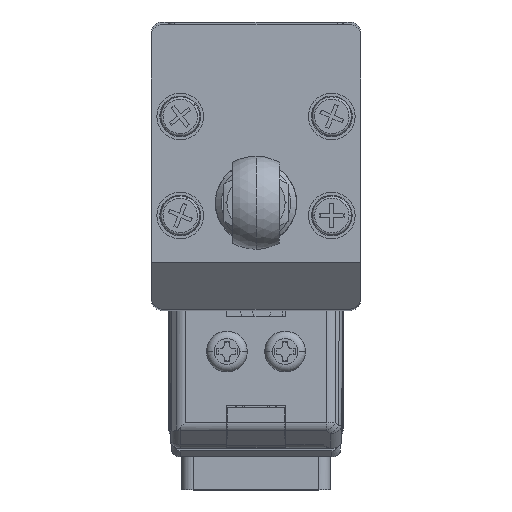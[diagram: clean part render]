
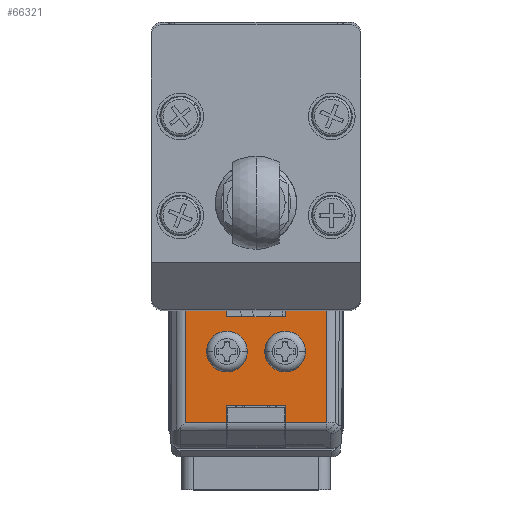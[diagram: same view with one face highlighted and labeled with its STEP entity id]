
A CAD part, top view. The second image highlights one B-rep face of the part: STEP entity #66321.
In plain terms, the highlighted planar face has unit normal (0, 0, 1).
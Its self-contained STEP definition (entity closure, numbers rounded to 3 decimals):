
#129 = CARTESIAN_POINT ( 'NONE',  ( 0., 2.5, 22. ) ) ;
#189 = DIRECTION ( 'NONE',  ( 0., -1., 0. ) ) ;
#318 = EDGE_CURVE ( 'NONE', #26178, #7408, #60523, .T. ) ;
#331 = VERTEX_POINT ( 'NONE', #54449 ) ;
#527 = CARTESIAN_POINT ( 'NONE',  ( -7.5, -7.5, 22. ) ) ;
#556 = EDGE_CURVE ( 'NONE', #14060, #32689, #50489, .T. ) ;
#671 = CARTESIAN_POINT ( 'NONE',  ( 4.6, -2.55, 22. ) ) ;
#1114 = VECTOR ( 'NONE', #29057, 1000. ) ;
#1232 = FACE_OUTER_BOUND ( 'NONE', #46905, .T. ) ;
#1267 = CARTESIAN_POINT ( 'NONE',  ( 0., 2.5, 22. ) ) ;
#2217 = VECTOR ( 'NONE', #26985, 1000. ) ;
#2281 = EDGE_CURVE ( 'NONE', #32689, #14060, #13077, .T. ) ;
#2441 = EDGE_CURVE ( 'NONE', #19758, #21944, #38883, .T. ) ;
#3172 = EDGE_CURVE ( 'NONE', #21944, #58189, #3358, .T. ) ;
#3318 = ORIENTED_EDGE ( 'NONE', *, *, #318, .F. ) ;
#3358 = LINE ( 'NONE', #24062, #43492 ) ;
#3848 = DIRECTION ( 'NONE',  ( -1., 0., 0. ) ) ;
#4382 = ORIENTED_EDGE ( 'NONE', *, *, #556, .F. ) ;
#5694 = CIRCLE ( 'NONE', #19749, 1.75 ) ;
#5848 = VERTEX_POINT ( 'NONE', #42255 ) ;
#6294 = EDGE_CURVE ( 'NONE', #20783, #60871, #5694, .T. ) ;
#6337 = FACE_BOUND ( 'NONE', #31335, .T. ) ;
#7370 = DIRECTION ( 'NONE',  ( 1., 0., 0. ) ) ;
#7408 = VERTEX_POINT ( 'NONE', #30069 ) ;
#8932 = VECTOR ( 'NONE', #49979, 1000. ) ;
#9361 = VECTOR ( 'NONE', #3848, 1000. ) ;
#9725 = CARTESIAN_POINT ( 'NONE',  ( -7.5, -6.086, 22. ) ) ;
#10057 = DIRECTION ( 'NONE',  ( 0., 0., 1. ) ) ;
#10571 = CIRCLE ( 'NONE', #24631, 1.75 ) ;
#11595 = VECTOR ( 'NONE', #12700, 1000. ) ;
#12663 = EDGE_CURVE ( 'NONE', #58076, #331, #29948, .T. ) ;
#12700 = DIRECTION ( 'NONE',  ( 0., 1., 0. ) ) ;
#13077 = CIRCLE ( 'NONE', #22773, 1.75 ) ;
#13111 = EDGE_CURVE ( 'NONE', #44317, #42513, #44633, .T. ) ;
#14060 = VERTEX_POINT ( 'NONE', #32860 ) ;
#14103 = CARTESIAN_POINT ( 'NONE',  ( 6.086, -2.55, 22. ) ) ;
#14412 = ORIENTED_EDGE ( 'NONE', *, *, #13111, .T. ) ;
#14600 = CARTESIAN_POINT ( 'NONE',  ( -7.5, -6.086, 22. ) ) ;
#14715 = ORIENTED_EDGE ( 'NONE', *, *, #18405, .F. ) ;
#14894 = CARTESIAN_POINT ( 'NONE',  ( -2.975, -2.525, 22. ) ) ;
#16137 = CARTESIAN_POINT ( 'NONE',  ( 4.6, -2.55, 22. ) ) ;
#16800 = CARTESIAN_POINT ( 'NONE',  ( -2.975, 2.525, 22. ) ) ;
#17349 = CARTESIAN_POINT ( 'NONE',  ( -1.75, -2.5, 22. ) ) ;
#17433 = LINE ( 'NONE', #49195, #11595 ) ;
#17580 = CARTESIAN_POINT ( 'NONE',  ( 6.086, -6.086, 22. ) ) ;
#17768 = EDGE_CURVE ( 'NONE', #58189, #7408, #31103, .T. ) ;
#18405 = EDGE_CURVE ( 'NONE', #64681, #59646, #26625, .T. ) ;
#18567 = VECTOR ( 'NONE', #30753, 1000. ) ;
#18795 = CARTESIAN_POINT ( 'NONE',  ( -2.975, -2.525, 22. ) ) ;
#18988 = EDGE_CURVE ( 'NONE', #58076, #26178, #17433, .T. ) ;
#19749 = AXIS2_PLACEMENT_3D ( 'NONE', #129, #35751, #56380 ) ;
#19758 = VERTEX_POINT ( 'NONE', #38467 ) ;
#20783 = VERTEX_POINT ( 'NONE', #44518 ) ;
#21944 = VERTEX_POINT ( 'NONE', #36018 ) ;
#21947 = DIRECTION ( 'NONE',  ( 0., 0., 1. ) ) ;
#22247 = PLANE ( 'NONE',  #55163 ) ;
#22466 = ORIENTED_EDGE ( 'NONE', *, *, #51930, .T. ) ;
#22773 = AXIS2_PLACEMENT_3D ( 'NONE', #65599, #25890, #61992 ) ;
#23958 = LINE ( 'NONE', #44915, #8932 ) ;
#24062 = CARTESIAN_POINT ( 'NONE',  ( -7.5, 6.086, 22. ) ) ;
#24631 = AXIS2_PLACEMENT_3D ( 'NONE', #1267, #21947, #37557 ) ;
#25432 = EDGE_CURVE ( 'NONE', #60871, #20783, #10571, .T. ) ;
#25462 = VECTOR ( 'NONE', #65271, 1000. ) ;
#25824 = CARTESIAN_POINT ( 'NONE',  ( 4.6, -2.55, 22. ) ) ;
#25890 = DIRECTION ( 'NONE',  ( 0., 0., 1. ) ) ;
#26178 = VERTEX_POINT ( 'NONE', #16800 ) ;
#26625 = LINE ( 'NONE', #16137, #2217 ) ;
#26985 = DIRECTION ( 'NONE',  ( 1., 0., 0. ) ) ;
#28952 = AXIS2_PLACEMENT_3D ( 'NONE', #61499, #10057, #56412 ) ;
#29057 = DIRECTION ( 'NONE',  ( 0., 1., 0. ) ) ;
#29948 = LINE ( 'NONE', #18795, #9361 ) ;
#30069 = CARTESIAN_POINT ( 'NONE',  ( -7.5, 2.525, 22. ) ) ;
#30518 = ORIENTED_EDGE ( 'NONE', *, *, #2281, .F. ) ;
#30753 = DIRECTION ( 'NONE',  ( 0., -1., 0. ) ) ;
#31103 = LINE ( 'NONE', #46337, #18567 ) ;
#31335 = EDGE_LOOP ( 'NONE', ( #4382, #30518 ) ) ;
#31992 = ORIENTED_EDGE ( 'NONE', *, *, #18988, .F. ) ;
#32689 = VERTEX_POINT ( 'NONE', #17349 ) ;
#32860 = CARTESIAN_POINT ( 'NONE',  ( 1.75, -2.5, 22. ) ) ;
#33348 = VECTOR ( 'NONE', #39666, 1000. ) ;
#33630 = EDGE_CURVE ( 'NONE', #42513, #59646, #23958, .T. ) ;
#35751 = DIRECTION ( 'NONE',  ( 0., 0., 1. ) ) ;
#36018 = CARTESIAN_POINT ( 'NONE',  ( 6.086, 6.086, 22. ) ) ;
#37557 = DIRECTION ( 'NONE',  ( 1., 0., 0. ) ) ;
#37668 = ORIENTED_EDGE ( 'NONE', *, *, #6294, .F. ) ;
#38467 = CARTESIAN_POINT ( 'NONE',  ( 6.086, 2.55, 22. ) ) ;
#38546 = CARTESIAN_POINT ( 'NONE',  ( 6.086, -7.5, 22. ) ) ;
#38575 = EDGE_CURVE ( 'NONE', #64681, #5848, #51786, .T. ) ;
#38883 = LINE ( 'NONE', #38546, #1114 ) ;
#39348 = LINE ( 'NONE', #44438, #33348 ) ;
#39666 = DIRECTION ( 'NONE',  ( 1., 0., 0. ) ) ;
#41778 = CARTESIAN_POINT ( 'NONE',  ( -1.75, 2.5, 22. ) ) ;
#42255 = CARTESIAN_POINT ( 'NONE',  ( 4.6, 2.55, 22. ) ) ;
#42513 = VERTEX_POINT ( 'NONE', #17580 ) ;
#42912 = CARTESIAN_POINT ( 'NONE',  ( -7.5, -7.5, 22. ) ) ;
#43492 = VECTOR ( 'NONE', #44698, 1000. ) ;
#44317 = VERTEX_POINT ( 'NONE', #14600 ) ;
#44438 = CARTESIAN_POINT ( 'NONE',  ( 4.6, 2.55, 22. ) ) ;
#44518 = CARTESIAN_POINT ( 'NONE',  ( 1.75, 2.5, 22. ) ) ;
#44633 = LINE ( 'NONE', #9725, #25462 ) ;
#44698 = DIRECTION ( 'NONE',  ( -1., 0., 0. ) ) ;
#44777 = ORIENTED_EDGE ( 'NONE', *, *, #38575, .T. ) ;
#44915 = CARTESIAN_POINT ( 'NONE',  ( 6.086, -7.5, 22. ) ) ;
#46337 = CARTESIAN_POINT ( 'NONE',  ( -7.5, -7.5, 22. ) ) ;
#46905 = EDGE_LOOP ( 'NONE', ( #14412, #52622, #14715, #44777, #22466, #56407, #50626, #56641, #3318, #31992, #48748, #49110 ) ) ;
#47296 = LINE ( 'NONE', #527, #62638 ) ;
#48748 = ORIENTED_EDGE ( 'NONE', *, *, #12663, .T. ) ;
#49110 = ORIENTED_EDGE ( 'NONE', *, *, #62700, .T. ) ;
#49195 = CARTESIAN_POINT ( 'NONE',  ( -2.975, -2.525, 22. ) ) ;
#49979 = DIRECTION ( 'NONE',  ( 0., 1., 0. ) ) ;
#50489 = CIRCLE ( 'NONE', #28952, 1.75 ) ;
#50626 = ORIENTED_EDGE ( 'NONE', *, *, #3172, .T. ) ;
#51786 = LINE ( 'NONE', #671, #54609 ) ;
#51930 = EDGE_CURVE ( 'NONE', #5848, #19758, #39348, .T. ) ;
#52622 = ORIENTED_EDGE ( 'NONE', *, *, #33630, .T. ) ;
#54449 = CARTESIAN_POINT ( 'NONE',  ( -7.5, -2.525, 22. ) ) ;
#54609 = VECTOR ( 'NONE', #62692, 1000. ) ;
#55132 = EDGE_LOOP ( 'NONE', ( #37668, #56884 ) ) ;
#55163 = AXIS2_PLACEMENT_3D ( 'NONE', #42912, #63570, #7370 ) ;
#56380 = DIRECTION ( 'NONE',  ( 1., 0., 0. ) ) ;
#56407 = ORIENTED_EDGE ( 'NONE', *, *, #2441, .T. ) ;
#56412 = DIRECTION ( 'NONE',  ( 1., 0., 0. ) ) ;
#56641 = ORIENTED_EDGE ( 'NONE', *, *, #17768, .T. ) ;
#56884 = ORIENTED_EDGE ( 'NONE', *, *, #25432, .F. ) ;
#58076 = VERTEX_POINT ( 'NONE', #14894 ) ;
#58189 = VERTEX_POINT ( 'NONE', #60782 ) ;
#59561 = DIRECTION ( 'NONE',  ( -1., 0., 0. ) ) ;
#59646 = VERTEX_POINT ( 'NONE', #14103 ) ;
#59877 = CARTESIAN_POINT ( 'NONE',  ( -2.975, 2.525, 22. ) ) ;
#60523 = LINE ( 'NONE', #59877, #62371 ) ;
#60782 = CARTESIAN_POINT ( 'NONE',  ( -7.5, 6.086, 22. ) ) ;
#60871 = VERTEX_POINT ( 'NONE', #41778 ) ;
#61499 = CARTESIAN_POINT ( 'NONE',  ( 0., -2.5, 22. ) ) ;
#61992 = DIRECTION ( 'NONE',  ( 1., 0., 0. ) ) ;
#62371 = VECTOR ( 'NONE', #59561, 1000. ) ;
#62638 = VECTOR ( 'NONE', #189, 1000. ) ;
#62692 = DIRECTION ( 'NONE',  ( 0., 1., 0. ) ) ;
#62700 = EDGE_CURVE ( 'NONE', #331, #44317, #47296, .T. ) ;
#62890 = FACE_BOUND ( 'NONE', #55132, .T. ) ;
#63570 = DIRECTION ( 'NONE',  ( 0., 0., 1. ) ) ;
#64681 = VERTEX_POINT ( 'NONE', #25824 ) ;
#65271 = DIRECTION ( 'NONE',  ( 1., 0., 0. ) ) ;
#65599 = CARTESIAN_POINT ( 'NONE',  ( 0., -2.5, 22. ) ) ;
#66321 = ADVANCED_FACE ( 'NONE', ( #62890, #6337, #1232 ), #22247, .T. ) ;
